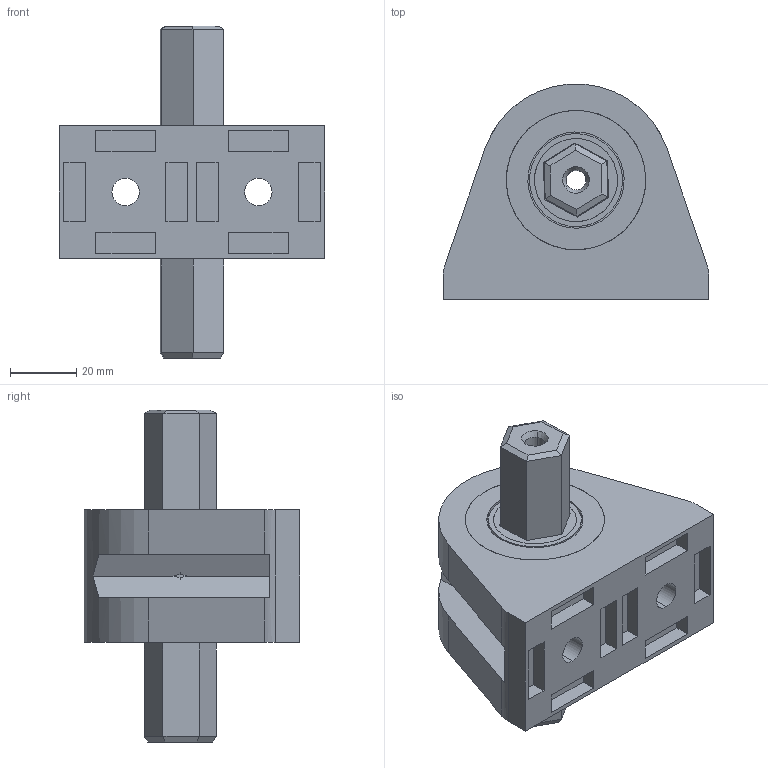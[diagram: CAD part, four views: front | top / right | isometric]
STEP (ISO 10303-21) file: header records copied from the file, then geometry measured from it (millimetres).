
FILE_DESCRIPTION (( 'STEP AP214' ), '1' );
FILE_NAME ('B167 Ïëàñòèêîâûé øàðíèð 40õ40 ñ îñüþ, òèï B.STEP', '2025-12-17T08:59:14', ( '' ), ( '' ), 'SwSTEP 2.0', 'SolidWorks 2025', '' );
FILE_SCHEMA (( 'AUTOMOTIVE_DESIGN' ));
Length unit declared in the file: millimetre
Products named in the file (5): B167 Корпус_00; B167 Подшипник_00; B167 Цилиндр_00; B167 Пластиковый шарнир 40х40 с осью, тип B; B167 Вал_00
Assembly tree (5 placements, depth 2):
  B167 Пластиковый шарнир 40х40 с осью, тип B
    B167 Корпус_00
    B167 Цилиндр_00
    B167 Подшипник_00  x2
    B167 Вал_00
Bounding box: 80 x 64.9 x 100 mm (x, y, z)
Volume: 145795.7 mm3; surface area: 49763.6 mm2
Topology: 5 solids, 5 shells, 146 faces, 350 edges, 228 vertices
Faces by surface type: plane 101, cylinder 41, cone 4
Entity records: 4792 total; most frequent: CARTESIAN_POINT 690, DIRECTION 644, ORIENTED_EDGE 628, EDGE_CURVE 314, LINE 232, VECTOR 232, AXIS2_PLACEMENT_3D 206, VERTEX_POINT 204
